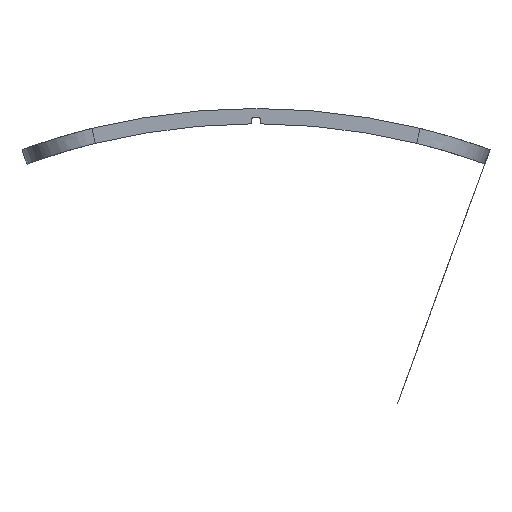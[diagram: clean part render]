
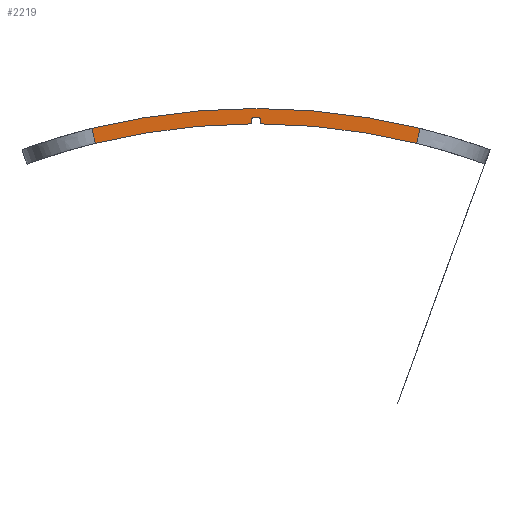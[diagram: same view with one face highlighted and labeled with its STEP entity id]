
A CAD part, top view. The second image highlights one B-rep face of the part: STEP entity #2219.
In plain terms, the highlighted planar face has unit normal (0, 0, 1).
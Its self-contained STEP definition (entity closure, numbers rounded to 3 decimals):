
#22 = CARTESIAN_POINT ( 'NONE',  ( -6., 1013., 152.275 ) ) ;
#42 = DIRECTION ( 'NONE',  ( 0., 0., -1. ) ) ;
#53 = LINE ( 'NONE', #8095, #6790 ) ;
#126 = DIRECTION ( 'NONE',  ( 0., 1., 0. ) ) ;
#170 = AXIS2_PLACEMENT_3D ( 'NONE', #3530, #2644, #3019 ) ;
#300 = CARTESIAN_POINT ( 'NONE',  ( -240.405, 975.823, 152.275 ) ) ;
#347 = LINE ( 'NONE', #5386, #9408 ) ;
#704 = DIRECTION ( 'NONE',  ( 0., 0., 1. ) ) ;
#762 = VERTEX_POINT ( 'NONE', #4635 ) ;
#769 = CARTESIAN_POINT ( 'NONE',  ( 0., 0., 152.275 ) ) ;
#779 = VERTEX_POINT ( 'NONE', #3745 ) ;
#1303 = LINE ( 'NONE', #4194, #1435 ) ;
#1352 = AXIS2_PLACEMENT_3D ( 'NONE', #6637, #1479, #4979 ) ;
#1413 = AXIS2_PLACEMENT_3D ( 'NONE', #2355, #1462, #8498 ) ;
#1435 = VECTOR ( 'NONE', #6641, 1000. ) ;
#1462 = DIRECTION ( 'NONE',  ( 0., 0., 1. ) ) ;
#1479 = DIRECTION ( 'NONE',  ( 0., 0., 1. ) ) ;
#1735 = PLANE ( 'NONE',  #10988 ) ;
#1921 = EDGE_CURVE ( 'NONE', #779, #7259, #347, .T. ) ;
#2219 = ADVANCED_FACE ( 'NONE', ( #4482 ), #1735, .F. ) ;
#2355 = CARTESIAN_POINT ( 'NONE',  ( 0., 0., 152.275 ) ) ;
#2418 = ORIENTED_EDGE ( 'NONE', *, *, #5450, .F. ) ;
#2436 = CARTESIAN_POINT ( 'NONE',  ( 7.984, 1004.968, 152.275 ) ) ;
#2503 = EDGE_CURVE ( 'NONE', #4369, #8474, #8865, .T. ) ;
#2556 = ORIENTED_EDGE ( 'NONE', *, *, #2503, .F. ) ;
#2644 = DIRECTION ( 'NONE',  ( 0., 0., -1. ) ) ;
#2915 = EDGE_CURVE ( 'NONE', #11344, #8754, #10923, .T. ) ;
#3019 = DIRECTION ( 'NONE',  ( 0., 1., 0. ) ) ;
#3024 = EDGE_CURVE ( 'NONE', #10821, #4917, #6389, .T. ) ;
#3228 = VECTOR ( 'NONE', #11139, 1000. ) ;
#3309 = DIRECTION ( 'NONE',  ( 0., 0., -1. ) ) ;
#3311 = DIRECTION ( 'NONE',  ( -0.239, 0.971, 0. ) ) ;
#3376 = VERTEX_POINT ( 'NONE', #4253 ) ;
#3507 = DIRECTION ( 'NONE',  ( 0., 1., 0. ) ) ;
#3530 = CARTESIAN_POINT ( 'NONE',  ( 4., 1013., 152.275 ) ) ;
#3545 = CARTESIAN_POINT ( 'NONE',  ( -7.984, 1004.968, 152.275 ) ) ;
#3549 = ORIENTED_EDGE ( 'NONE', *, *, #6030, .F. ) ;
#3745 = CARTESIAN_POINT ( 'NONE',  ( -6., 1006.968, 152.275 ) ) ;
#3787 = CIRCLE ( 'NONE', #1413, 1005. ) ;
#3915 = CIRCLE ( 'NONE', #10110, 2. ) ;
#4192 = CARTESIAN_POINT ( 'NONE',  ( 0., 0., 152.275 ) ) ;
#4194 = CARTESIAN_POINT ( 'NONE',  ( 0., 1015., 152.275 ) ) ;
#4211 = ORIENTED_EDGE ( 'NONE', *, *, #6629, .T. ) ;
#4253 = CARTESIAN_POINT ( 'NONE',  ( -4., 1015., 152.275 ) ) ;
#4274 = EDGE_CURVE ( 'NONE', #7259, #3376, #7219, .T. ) ;
#4369 = VERTEX_POINT ( 'NONE', #3545 ) ;
#4435 = DIRECTION ( 'NONE',  ( 0., 1., 0. ) ) ;
#4482 = FACE_OUTER_BOUND ( 'NONE', #9720, .T. ) ;
#4519 = DIRECTION ( 'NONE',  ( 0., 0., 1. ) ) ;
#4635 = CARTESIAN_POINT ( 'NONE',  ( 245.906, 998.155, 152.275 ) ) ;
#4892 = VERTEX_POINT ( 'NONE', #5079 ) ;
#4917 = VERTEX_POINT ( 'NONE', #2436 ) ;
#4979 = DIRECTION ( 'NONE',  ( 0., 1., 0. ) ) ;
#4985 = CARTESIAN_POINT ( 'NONE',  ( 4., 1015., 152.275 ) ) ;
#5079 = CARTESIAN_POINT ( 'NONE',  ( 240.405, 975.823, 152.275 ) ) ;
#5190 = DIRECTION ( 'NONE',  ( 0., 0., -1. ) ) ;
#5386 = CARTESIAN_POINT ( 'NONE',  ( -6., 0., 152.275 ) ) ;
#5450 = EDGE_CURVE ( 'NONE', #7505, #762, #10095, .T. ) ;
#5830 = LINE ( 'NONE', #5882, #3228 ) ;
#5841 = CARTESIAN_POINT ( 'NONE',  ( 0., 1028., 152.275 ) ) ;
#5882 = CARTESIAN_POINT ( 'NONE',  ( 6., 0., 152.275 ) ) ;
#5892 = AXIS2_PLACEMENT_3D ( 'NONE', #10562, #42, #4435 ) ;
#5977 = DIRECTION ( 'NONE',  ( 0., 1., 0. ) ) ;
#5994 = ORIENTED_EDGE ( 'NONE', *, *, #4274, .T. ) ;
#6030 = EDGE_CURVE ( 'NONE', #10667, #7505, #10643, .T. ) ;
#6037 = DIRECTION ( 'NONE',  ( 0., 1., 0. ) ) ;
#6389 = CIRCLE ( 'NONE', #1352, 2. ) ;
#6554 = EDGE_CURVE ( 'NONE', #8474, #10667, #10781, .T. ) ;
#6629 = EDGE_CURVE ( 'NONE', #3376, #11344, #1303, .T. ) ;
#6637 = CARTESIAN_POINT ( 'NONE',  ( 8., 1006.968, 152.275 ) ) ;
#6641 = DIRECTION ( 'NONE',  ( 1., 0., 0. ) ) ;
#6761 = CARTESIAN_POINT ( 'NONE',  ( -245.906, 998.155, 152.275 ) ) ;
#6790 = VECTOR ( 'NONE', #9933, 1000. ) ;
#6839 = ORIENTED_EDGE ( 'NONE', *, *, #7468, .F. ) ;
#6863 = CARTESIAN_POINT ( 'NONE',  ( -8., 1006.968, 152.275 ) ) ;
#7102 = ORIENTED_EDGE ( 'NONE', *, *, #8045, .T. ) ;
#7219 = CIRCLE ( 'NONE', #5892, 2. ) ;
#7259 = VERTEX_POINT ( 'NONE', #22 ) ;
#7468 = EDGE_CURVE ( 'NONE', #4892, #4917, #3787, .T. ) ;
#7505 = VERTEX_POINT ( 'NONE', #5841 ) ;
#7587 = DIRECTION ( 'NONE',  ( 0., 1., 0. ) ) ;
#7699 = CARTESIAN_POINT ( 'NONE',  ( 6., 1006.968, 152.275 ) ) ;
#7709 = DIRECTION ( 'NONE',  ( 0., 1., 0. ) ) ;
#7874 = DIRECTION ( 'NONE',  ( 0., 0., -1. ) ) ;
#8045 = EDGE_CURVE ( 'NONE', #8754, #10821, #5830, .T. ) ;
#8095 = CARTESIAN_POINT ( 'NONE',  ( 243.156, 986.989, 152.275 ) ) ;
#8236 = CARTESIAN_POINT ( 'NONE',  ( -240.405, 975.823, 152.275 ) ) ;
#8255 = AXIS2_PLACEMENT_3D ( 'NONE', #769, #5190, #6037 ) ;
#8449 = VECTOR ( 'NONE', #3311, 1000. ) ;
#8474 = VERTEX_POINT ( 'NONE', #300 ) ;
#8484 = EDGE_CURVE ( 'NONE', #762, #4892, #53, .T. ) ;
#8498 = DIRECTION ( 'NONE',  ( 0., 1., 0. ) ) ;
#8630 = AXIS2_PLACEMENT_3D ( 'NONE', #10639, #4519, #126 ) ;
#8754 = VERTEX_POINT ( 'NONE', #9579 ) ;
#8865 = CIRCLE ( 'NONE', #8630, 1005. ) ;
#8906 = ORIENTED_EDGE ( 'NONE', *, *, #1921, .T. ) ;
#9386 = CARTESIAN_POINT ( 'NONE',  ( 0., 0., 152.275 ) ) ;
#9408 = VECTOR ( 'NONE', #7587, 1000. ) ;
#9579 = CARTESIAN_POINT ( 'NONE',  ( 6., 1013., 152.275 ) ) ;
#9720 = EDGE_LOOP ( 'NONE', ( #2556, #10109, #8906, #5994, #4211, #10543, #7102, #10245, #6839, #10529, #2418, #3549, #10133 ) ) ;
#9933 = DIRECTION ( 'NONE',  ( -0.239, -0.971, 0. ) ) ;
#10095 = CIRCLE ( 'NONE', #8255, 1028. ) ;
#10109 = ORIENTED_EDGE ( 'NONE', *, *, #10364, .T. ) ;
#10110 = AXIS2_PLACEMENT_3D ( 'NONE', #6863, #704, #5977 ) ;
#10133 = ORIENTED_EDGE ( 'NONE', *, *, #6554, .F. ) ;
#10245 = ORIENTED_EDGE ( 'NONE', *, *, #3024, .T. ) ;
#10364 = EDGE_CURVE ( 'NONE', #4369, #779, #3915, .T. ) ;
#10529 = ORIENTED_EDGE ( 'NONE', *, *, #8484, .F. ) ;
#10543 = ORIENTED_EDGE ( 'NONE', *, *, #2915, .T. ) ;
#10562 = CARTESIAN_POINT ( 'NONE',  ( -4., 1013., 152.275 ) ) ;
#10639 = CARTESIAN_POINT ( 'NONE',  ( 0., 0., 152.275 ) ) ;
#10643 = CIRCLE ( 'NONE', #11081, 1028. ) ;
#10667 = VERTEX_POINT ( 'NONE', #6761 ) ;
#10781 = LINE ( 'NONE', #8236, #8449 ) ;
#10821 = VERTEX_POINT ( 'NONE', #7699 ) ;
#10923 = CIRCLE ( 'NONE', #170, 2. ) ;
#10988 = AXIS2_PLACEMENT_3D ( 'NONE', #9386, #7874, #3507 ) ;
#11081 = AXIS2_PLACEMENT_3D ( 'NONE', #4192, #3309, #7709 ) ;
#11139 = DIRECTION ( 'NONE',  ( 0., -1., 0. ) ) ;
#11344 = VERTEX_POINT ( 'NONE', #4985 ) ;
